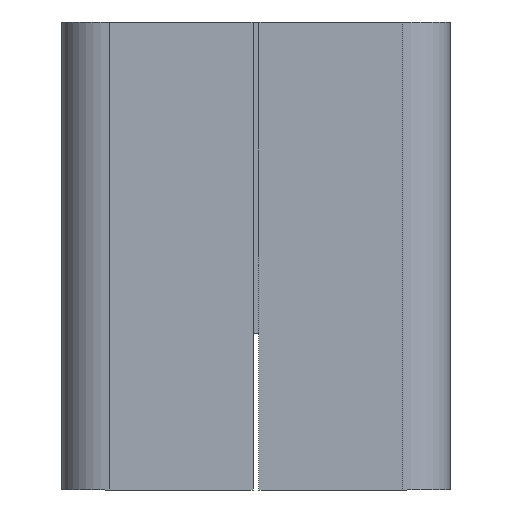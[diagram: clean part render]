
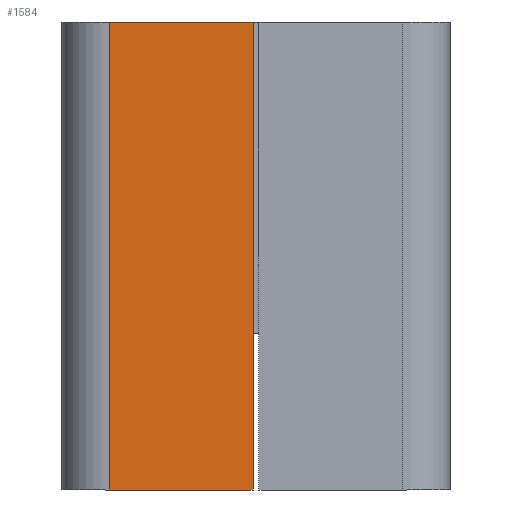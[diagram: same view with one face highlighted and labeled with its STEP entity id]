
A CAD part, front view. The second image highlights one B-rep face of the part: STEP entity #1584.
In plain terms, the highlighted planar face has unit normal (0, -1, 0).
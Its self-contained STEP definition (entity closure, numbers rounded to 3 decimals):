
#145 = LINE ( 'NONE', #2273, #429 ) ;
#195 = CARTESIAN_POINT ( 'NONE',  ( -4.7, -4.324, -13.5 ) ) ;
#278 = VECTOR ( 'NONE', #2619, 1000. ) ;
#340 = DIRECTION ( 'NONE',  ( 0., 0., -1. ) ) ;
#346 = PLANE ( 'NONE',  #1828 ) ;
#352 = CARTESIAN_POINT ( 'NONE',  ( -12.346, -4.324, -13.5 ) ) ;
#370 = DIRECTION ( 'NONE',  ( 0., 1., 0. ) ) ;
#380 = CARTESIAN_POINT ( 'NONE',  ( -4.7, -4.324, -15. ) ) ;
#429 = VECTOR ( 'NONE', #2386, 1000. ) ;
#435 = CARTESIAN_POINT ( 'NONE',  ( -0.096, -4.324, 0. ) ) ;
#612 = CARTESIAN_POINT ( 'NONE',  ( -0.096, -4.324, -15. ) ) ;
#697 = VERTEX_POINT ( 'NONE', #380 ) ;
#858 = VECTOR ( 'NONE', #1090, 1000. ) ;
#891 = EDGE_LOOP ( 'NONE', ( #2501, #2517, #2525, #2543 ) ) ;
#1082 = CARTESIAN_POINT ( 'NONE',  ( -0.096, -4.324, 0. ) ) ;
#1090 = DIRECTION ( 'NONE',  ( -1., 0., 0. ) ) ;
#1501 = VERTEX_POINT ( 'NONE', #612 ) ;
#1513 = FACE_OUTER_BOUND ( 'NONE', #891, .T. ) ;
#1572 = VERTEX_POINT ( 'NONE', #435 ) ;
#1584 = ADVANCED_FACE ( 'NONE', ( #1513 ), #346, .F. ) ;
#1598 = LINE ( 'NONE', #2674, #2142 ) ;
#1828 = AXIS2_PLACEMENT_3D ( 'NONE', #352, #370, #340 ) ;
#1918 = CARTESIAN_POINT ( 'NONE',  ( -4.7, -4.324, 0. ) ) ;
#2142 = VECTOR ( 'NONE', #2229, 1000. ) ;
#2224 = LINE ( 'NONE', #195, #278 ) ;
#2229 = DIRECTION ( 'NONE',  ( 1., 0., 0. ) ) ;
#2273 = CARTESIAN_POINT ( 'NONE',  ( -0.096, -4.324, 0. ) ) ;
#2386 = DIRECTION ( 'NONE',  ( 0., 0., 1. ) ) ;
#2456 = LINE ( 'NONE', #1082, #858 ) ;
#2501 = ORIENTED_EDGE ( 'NONE', *, *, #2751, .F. ) ;
#2517 = ORIENTED_EDGE ( 'NONE', *, *, #2734, .T. ) ;
#2525 = ORIENTED_EDGE ( 'NONE', *, *, #2717, .T. ) ;
#2543 = ORIENTED_EDGE ( 'NONE', *, *, #2743, .T. ) ;
#2619 = DIRECTION ( 'NONE',  ( 0., 0., 1. ) ) ;
#2674 = CARTESIAN_POINT ( 'NONE',  ( -0.096, -4.324, -15. ) ) ;
#2717 = EDGE_CURVE ( 'NONE', #1501, #1572, #145, .T. ) ;
#2734 = EDGE_CURVE ( 'NONE', #697, #1501, #1598, .T. ) ;
#2743 = EDGE_CURVE ( 'NONE', #1572, #2752, #2456, .T. ) ;
#2751 = EDGE_CURVE ( 'NONE', #697, #2752, #2224, .T. ) ;
#2752 = VERTEX_POINT ( 'NONE', #1918 ) ;
